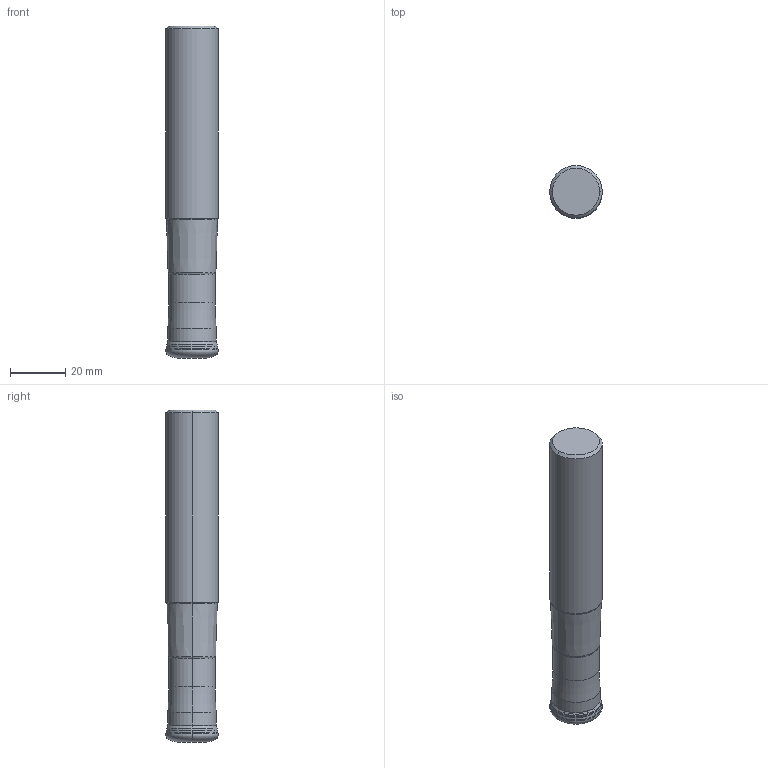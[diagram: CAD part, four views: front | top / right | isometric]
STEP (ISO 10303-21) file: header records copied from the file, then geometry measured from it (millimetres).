
FILE_DESCRIPTION(/* description */ (''),/* implementation_level */ '2;1');
FILE_NAME(/* name */ 'AJXU08R122WA12S_IR0_079.stp',/* time_stamp */ '2021-09-08T11:49:05+09:00',/* author */ (''),/* organization */ (''),/* preprocessor_version */ 'ST-DEVELOPER v16',/* originating_system */ 'SIEMENS PLM Software NX 10.0',/* authorisation */ '');
FILE_SCHEMA (('AUTOMOTIVE_DESIGN { 1 0 10303 214 3 1 1 1 }'));
Length unit declared in the file: millimetre
Products named in the file (1): AJXU08R122WA12S_IR0_079_ASM
Bounding box: 19.05 x 19.05 x 120.65 mm (x, y, z)
Volume: 33603.2 mm3; surface area: 8273.7 mm2
Topology: 2 solids, 2 shells, 98 faces, 245 edges, 183 vertices
Faces by surface type: torus 28, cone 26, revolution 22, bspline 10, cylinder 8, plane 4
Entity records: 3778 total; most frequent: CARTESIAN_POINT 1285, DIRECTION 538, ORIENTED_EDGE 432, AXIS2_PLACEMENT_3D 239, EDGE_CURVE 216, CIRCLE 162, VERTEX_POINT 122, EDGE_LOOP 100
